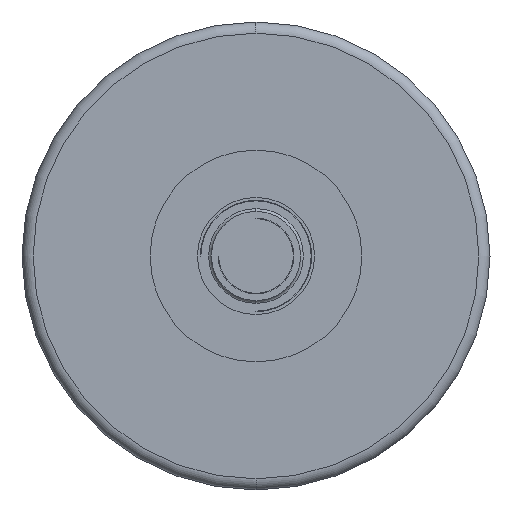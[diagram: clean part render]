
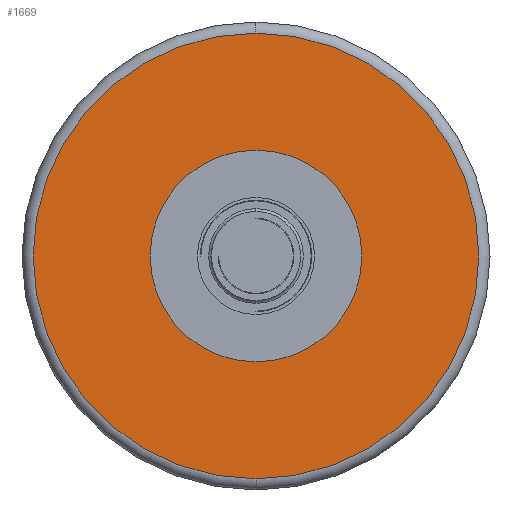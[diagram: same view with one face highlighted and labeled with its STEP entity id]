
A CAD part, left-side view. The second image highlights one B-rep face of the part: STEP entity #1669.
In plain terms, the highlighted planar face has unit normal (-1, 0, 0).
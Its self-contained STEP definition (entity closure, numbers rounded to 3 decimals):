
#691=EDGE_CURVE('',#1357,#1747,#1858,.T.);
#725=EDGE_CURVE('',#1145,#1465,#1895,.T.);
#1145=VERTEX_POINT('',#2371);
#1357=VERTEX_POINT('',#2611);
#1407=EDGE_CURVE('',#1465,#1145,#2666,.T.);
#1465=VERTEX_POINT('',#2728);
#1499=EDGE_CURVE('',#1603,#1357,#2767,.T.);
#1561=EDGE_CURVE('',#1747,#1603,#2839,.T.);
#1603=VERTEX_POINT('',#2883);
#1669=ADVANCED_FACE('',(#2953,#2954),#2955,.T.);
#1747=VERTEX_POINT('',#3041);
#1858=CIRCLE('',#3182,20.0);
#1895=CIRCLE('',#3228,9.5);
#2371=CARTESIAN_POINT('',(-46.0,-9.5,0.));
#2611=CARTESIAN_POINT('',(-46.0,0.,-20.0));
#2666=CIRCLE('',#4221,9.5);
#2728=CARTESIAN_POINT('',(-46.0,9.5,0.0));
#2767=CIRCLE('',#4360,20.0);
#2839=CIRCLE('',#4444,20.0);
#2883=CARTESIAN_POINT('',(-46.0,0.,20.0));
#2953=FACE_OUTER_BOUND('',#4596,.T.);
#2954=FACE_BOUND('',#4597,.T.);
#2955=PLANE('',#4598);
#3041=CARTESIAN_POINT('',(-46.0,20.0,0.0));
#3182=AXIS2_PLACEMENT_3D('',#4821,#4822,#4823);
#3228=AXIS2_PLACEMENT_3D('',#4859,#4860,#4861);
#4221=AXIS2_PLACEMENT_3D('',#5870,#5871,#5872);
#4360=AXIS2_PLACEMENT_3D('',#5980,#5981,#5982);
#4444=AXIS2_PLACEMENT_3D('',#6065,#6066,#6067);
#4596=EDGE_LOOP('',(#6181,#6182,#6183));
#4597=EDGE_LOOP('',(#6184,#6185));
#4598=AXIS2_PLACEMENT_3D('',#6186,#6187,#6188);
#4821=CARTESIAN_POINT('',(-46.0,0.0,0.0));
#4822=DIRECTION('',(1.0,0.0,0.0));
#4823=DIRECTION('',(0.0,1.0,0.0));
#4859=CARTESIAN_POINT('',(-46.0,0.0,0.0));
#4860=DIRECTION('',(1.0,0.0,0.0));
#4861=DIRECTION('',(0.0,1.0,0.0));
#5870=CARTESIAN_POINT('',(-46.0,0.0,0.0));
#5871=DIRECTION('',(1.0,0.0,0.0));
#5872=DIRECTION('',(0.0,1.0,0.0));
#5980=CARTESIAN_POINT('',(-46.0,0.0,0.0));
#5981=DIRECTION('',(1.0,0.0,0.0));
#5982=DIRECTION('',(0.0,1.0,0.0));
#6065=CARTESIAN_POINT('',(-46.0,0.0,0.0));
#6066=DIRECTION('',(1.0,0.0,0.0));
#6067=DIRECTION('',(0.0,1.0,0.0));
#6181=ORIENTED_EDGE('',*,*,#1561,.F.);
#6182=ORIENTED_EDGE('',*,*,#691,.F.);
#6183=ORIENTED_EDGE('',*,*,#1499,.F.);
#6184=ORIENTED_EDGE('',*,*,#1407,.T.);
#6185=ORIENTED_EDGE('',*,*,#725,.T.);
#6186=CARTESIAN_POINT('',(-46.0,14.75,0.0));
#6187=DIRECTION('',(-1.0,0.0,0.0));
#6188=DIRECTION('',(0.0,-1.0,0.0));
